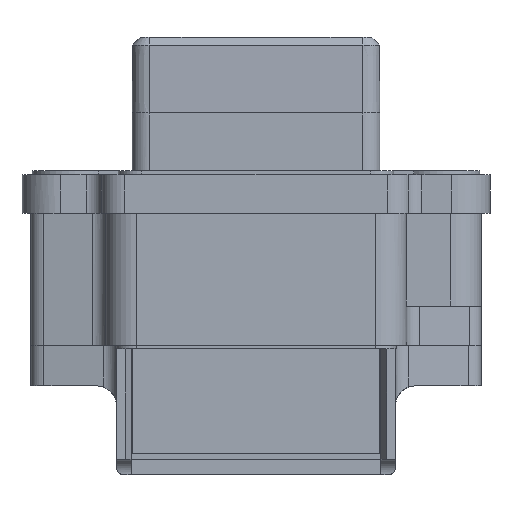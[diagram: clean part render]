
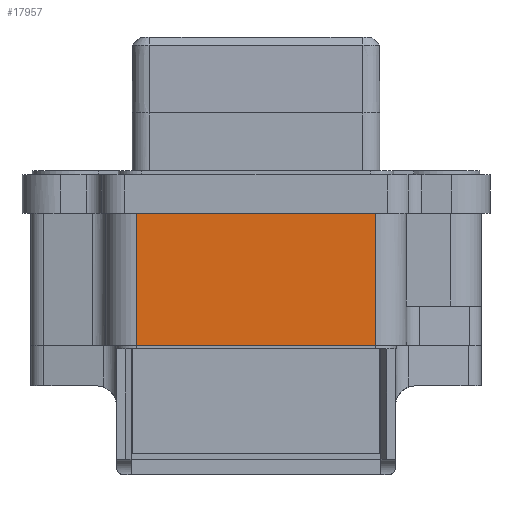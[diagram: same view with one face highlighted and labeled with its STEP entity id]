
A CAD part, front view. The second image highlights one B-rep face of the part: STEP entity #17957.
In plain terms, the highlighted planar face has unit normal (0, -1, 0).
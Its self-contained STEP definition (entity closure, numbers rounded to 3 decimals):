
#4782 = VERTEX_POINT('',#4783);
#4783 = CARTESIAN_POINT('',(7.75,-8.75,-17.55));
#4790 = EDGE_CURVE('',#4782,#4791,#4793,.T.);
#4791 = VERTEX_POINT('',#4792);
#4792 = CARTESIAN_POINT('',(-7.75,-8.75,-17.55));
#4793 = LINE('',#4794,#4795);
#4794 = CARTESIAN_POINT('',(-7.75,-8.75,-17.55));
#4795 = VECTOR('',#4796,1.);
#4796 = DIRECTION('',(-1.,-0.,-0.));
#8488 = VERTEX_POINT('',#8489);
#8489 = CARTESIAN_POINT('',(-7.75,-8.75,-9.));
#8496 = EDGE_CURVE('',#8497,#8488,#8499,.T.);
#8497 = VERTEX_POINT('',#8498);
#8498 = CARTESIAN_POINT('',(7.75,-8.75,-9.));
#8499 = LINE('',#8500,#8501);
#8500 = CARTESIAN_POINT('',(-12.65,-8.75,-9.));
#8501 = VECTOR('',#8502,1.);
#8502 = DIRECTION('',(-1.,-0.,0.));
#17957 = ADVANCED_FACE('',(#17958),#17974,.F.);
#17958 = FACE_BOUND('',#17959,.T.);
#17959 = EDGE_LOOP('',(#17960,#17966,#17967,#17973));
#17960 = ORIENTED_EDGE('',*,*,#17961,.T.);
#17961 = EDGE_CURVE('',#4782,#8497,#17962,.T.);
#17962 = LINE('',#17963,#17964);
#17963 = CARTESIAN_POINT('',(7.75,-8.75,-17.55));
#17964 = VECTOR('',#17965,1.);
#17965 = DIRECTION('',(-0.,-0.,1.));
#17966 = ORIENTED_EDGE('',*,*,#8496,.T.);
#17967 = ORIENTED_EDGE('',*,*,#17968,.F.);
#17968 = EDGE_CURVE('',#4791,#8488,#17969,.T.);
#17969 = LINE('',#17970,#17971);
#17970 = CARTESIAN_POINT('',(-7.75,-8.75,-17.55));
#17971 = VECTOR('',#17972,1.);
#17972 = DIRECTION('',(-0.,-0.,1.));
#17973 = ORIENTED_EDGE('',*,*,#4790,.F.);
#17974 = PLANE('',#17975);
#17975 = AXIS2_PLACEMENT_3D('',#17976,#17977,#17978);
#17976 = CARTESIAN_POINT('',(-7.75,-8.75,-17.55));
#17977 = DIRECTION('',(-0.,1.,0.));
#17978 = DIRECTION('',(0.,0.,1.));
